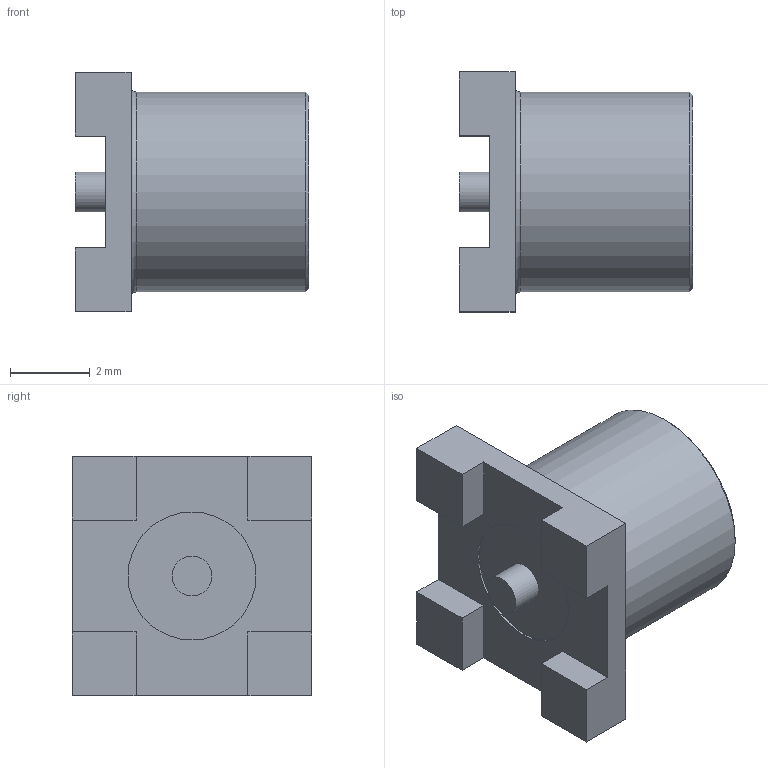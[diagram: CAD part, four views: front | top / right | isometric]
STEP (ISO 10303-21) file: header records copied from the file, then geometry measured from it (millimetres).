
FILE_DESCRIPTION (( 'STEP AP203' ), '1' );
FILE_NAME ('PE4889_3D.step', '2021-08-31T17:01:25', ( '' ), ( '' ), 'SwSTEP 2.0', 'SolidWorks 2021', '' );
FILE_SCHEMA (( 'CONFIG_CONTROL_DESIGN' ));
Length unit declared in the file: inch
Products named in the file (1): PE4889_3D
Bounding box: 5.84 x 6 x 6 mm (x, y, z)
Volume: 87.9 mm3; surface area: 251.7 mm2
Topology: 1 solids, 1 shells, 59 faces, 150 edges, 99 vertices
Faces by surface type: plane 44, cone 7, cylinder 7, torus 1
Full cylindrical faces by diameter (mm): 0.464 x1, 1 x1, 1.045 x1, 1.983 x1, 3.201 x1, 3.447 x1, 5 x1
Entity records: 1809 total; most frequent: CARTESIAN_POINT 372, ORIENTED_EDGE 272, DIRECTION 268, EDGE_CURVE 136, VERTEX_POINT 96, AXIS2_PLACEMENT_3D 92, LINE 84, VECTOR 84
